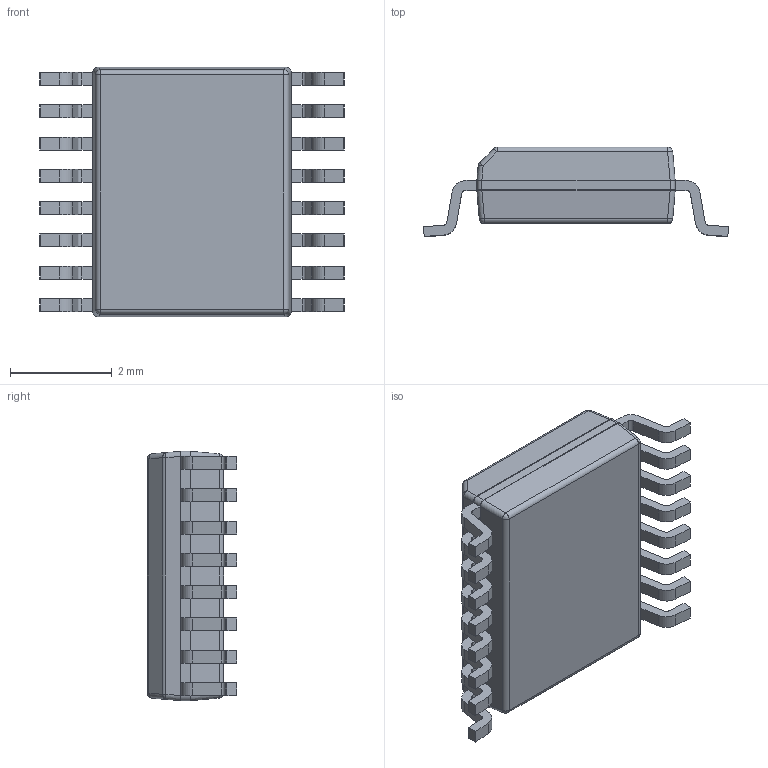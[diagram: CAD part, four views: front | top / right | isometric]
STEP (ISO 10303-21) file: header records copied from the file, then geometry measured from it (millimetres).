
FILE_DESCRIPTION (( 'STEP AP214' ), '1' );
FILE_NAME ('DBQ16.STEP', '2020-08-28T13:23:04', ( '' ), ( '' ), 'SwSTEP 2.0', 'SolidWorks 2017', '' );
FILE_SCHEMA (( 'AUTOMOTIVE_DESIGN' ));
Length unit declared in the file: inch
Products named in the file (1): DBQ16
Bounding box: 5.99 x 1.75 x 4.9 mm (x, y, z)
Volume: 29 mm3; surface area: 86.2 mm2
Topology: 18 solids, 18 shells, 295 faces, 720 edges, 454 vertices
Faces by surface type: plane 178, cylinder 99, sphere 18
Entity records: 8755 total; most frequent: DIRECTION 1502, CARTESIAN_POINT 1462, ORIENTED_EDGE 1424, EDGE_CURVE 712, VECTOR 514, LINE 514, AXIS2_PLACEMENT_3D 494, VERTEX_POINT 454
